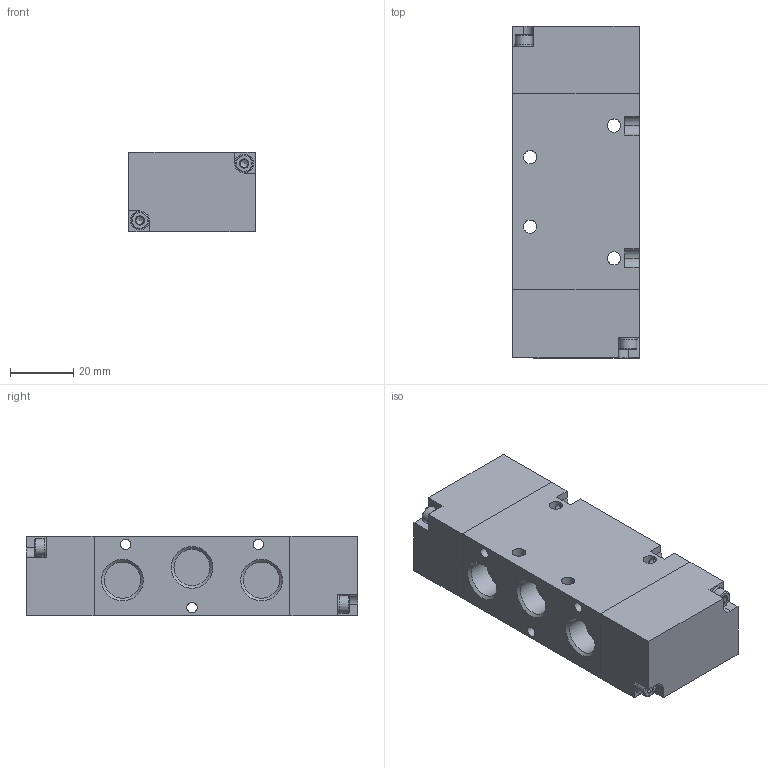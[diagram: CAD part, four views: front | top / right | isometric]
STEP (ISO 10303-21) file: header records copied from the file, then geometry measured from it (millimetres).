
FILE_DESCRIPTION(/* description */ ('Alibre Inc.'),/* implementation_level */ '2;1');
FILE_NAME(/* name */ 'export-8770AEE8-8E0D-4794-81BF-B4E2A0DD7303',/* time_stamp */ '2021-10-28T15:10:22+02:00',/* author */ (''),/* organization */ (''),/* preprocessor_version */ 'ST-DEVELOPER v17',/* originating_system */ 'Alibre',/* authorisation */ '');
FILE_SCHEMA (('AUTOMOTIVE_DESIGN'));
Length unit declared in the file: millimetre
Products named in the file (6): _PNV35B-c; _Washer ISO 8738 3; HI_Cylinder head screw DIN 912 M3x12; _PNV35BOO-b; _PNV35B-com; 7020011200
Bounding box: 40 x 105 x 25 mm (x, y, z)
Volume: 96989 mm3; surface area: 24735.9 mm2
Topology: 11 solids, 11 shells, 190 faces, 468 edges, 309 vertices
Faces by surface type: plane 114, cylinder 41, cone 23, torus 12
Full cylindrical faces by diameter (mm): 3 x8, 3.3 x5, 4.2 x4, 5.5 x4, 6 x4, 8.566 x2, 11.445 x5
Entity records: 3661 total; most frequent: CARTESIAN_POINT 795, ORIENTED_EDGE 538, DIRECTION 493, EDGE_CURVE 269, AXIS2_PLACEMENT_3D 200, VERTEX_POINT 180, VECTOR 159, LINE 159
